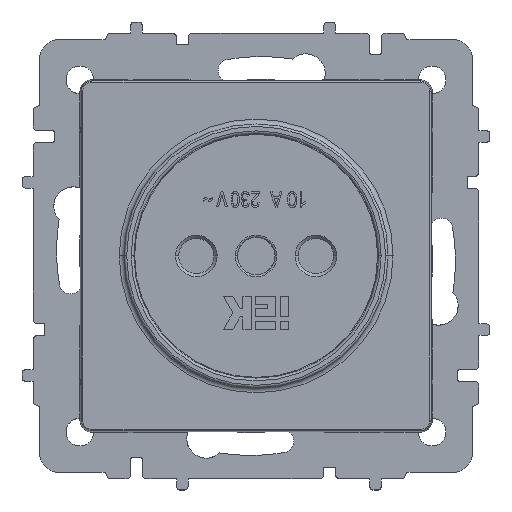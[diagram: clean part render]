
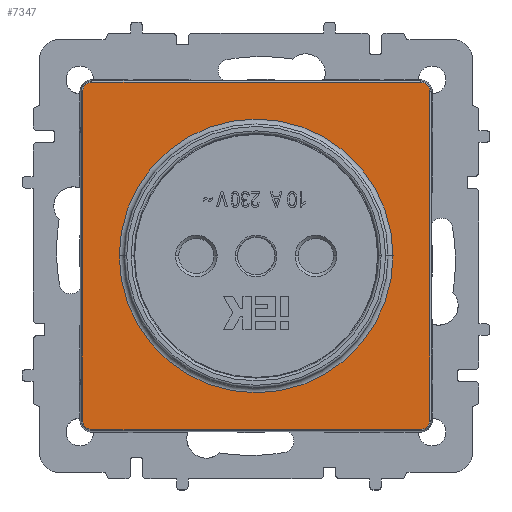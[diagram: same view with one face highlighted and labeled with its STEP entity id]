
A CAD part, top view. The second image highlights one B-rep face of the part: STEP entity #7347.
In plain terms, the highlighted face is planar.
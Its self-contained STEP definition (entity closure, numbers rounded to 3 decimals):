
#373 = VERTEX_POINT ( 'NONE', #23819 ) ;
#452 = VERTEX_POINT ( 'NONE', #2131 ) ;
#655 = ORIENTED_EDGE ( 'NONE', *, *, #2870, .T. ) ;
#1634 = DIRECTION ( 'NONE',  ( 0., 1., 0. ) ) ;
#1868 = AXIS2_PLACEMENT_3D ( 'NONE', #12201, #16624, #6272 ) ;
#1889 = CIRCLE ( 'NONE', #6605, 1.509 ) ;
#2131 = CARTESIAN_POINT ( 'NONE',  ( -5.278, 6.791, -9.2 ) ) ;
#2508 = EDGE_CURVE ( 'NONE', #22930, #17093, #13663, .T. ) ;
#2660 = LINE ( 'NONE', #19092, #10199 ) ;
#2779 = ORIENTED_EDGE ( 'NONE', *, *, #4541, .T. ) ;
#2870 = EDGE_CURVE ( 'NONE', #373, #3442, #3130, .T. ) ;
#2989 = EDGE_CURVE ( 'NONE', #17093, #20986, #10575, .T. ) ;
#3130 = CIRCLE ( 'NONE', #1868, 21.761 ) ;
#3222 = CARTESIAN_POINT ( 'NONE',  ( -31.378, 34.4, -9.2 ) ) ;
#3442 = VERTEX_POINT ( 'NONE', #7343 ) ;
#3574 = EDGE_LOOP ( 'NONE', ( #655, #2779 ) ) ;
#3732 = ORIENTED_EDGE ( 'NONE', *, *, #11868, .T. ) ;
#3836 = VERTEX_POINT ( 'NONE', #18479 ) ;
#4050 = CARTESIAN_POINT ( 'NONE',  ( -58.987, 34.4, -9.2 ) ) ;
#4116 = VERTEX_POINT ( 'NONE', #5659 ) ;
#4541 = EDGE_CURVE ( 'NONE', #3442, #373, #24651, .T. ) ;
#4548 = ORIENTED_EDGE ( 'NONE', *, *, #14839, .T. ) ;
#5101 = PLANE ( 'NONE',  #8259 ) ;
#5659 = CARTESIAN_POINT ( 'NONE',  ( -3.769, 60.5, -9.2 ) ) ;
#5988 = DIRECTION ( 'NONE',  ( 0., 0., -1. ) ) ;
#6115 = DIRECTION ( 'NONE',  ( 1., 0., 0. ) ) ;
#6272 = DIRECTION ( 'NONE',  ( 1., 0., 0. ) ) ;
#6605 = AXIS2_PLACEMENT_3D ( 'NONE', #16202, #12696, #6115 ) ;
#6655 = DIRECTION ( 'NONE',  ( 0., 0., 1. ) ) ;
#7343 = CARTESIAN_POINT ( 'NONE',  ( -53.141, 34.4, -9.2 ) ) ;
#7347 = ADVANCED_FACE ( 'NONE', ( #13053, #19645 ), #5101, .T. ) ;
#7937 = CARTESIAN_POINT ( 'NONE',  ( -57.478, 60.5, -9.2 ) ) ;
#8259 = AXIS2_PLACEMENT_3D ( 'NONE', #3222, #23837, #19247 ) ;
#8309 = AXIS2_PLACEMENT_3D ( 'NONE', #17260, #6655, #24992 ) ;
#8770 = EDGE_CURVE ( 'NONE', #4116, #11962, #2660, .T. ) ;
#8782 = DIRECTION ( 'NONE',  ( -1., 0., 0. ) ) ;
#9025 = ORIENTED_EDGE ( 'NONE', *, *, #2508, .T. ) ;
#9501 = ORIENTED_EDGE ( 'NONE', *, *, #23186, .T. ) ;
#9506 = DIRECTION ( 'NONE',  ( 1., 0., 0. ) ) ;
#10199 = VECTOR ( 'NONE', #14016, 1000. ) ;
#10255 = VECTOR ( 'NONE', #1634, 1000. ) ;
#10356 = DIRECTION ( 'NONE',  ( 0., 0., -1. ) ) ;
#10575 = LINE ( 'NONE', #10966, #24653 ) ;
#10836 = DIRECTION ( 'NONE',  ( 1., 0., 0. ) ) ;
#10966 = CARTESIAN_POINT ( 'NONE',  ( -31.378, 62.009, -9.2 ) ) ;
#11868 = EDGE_CURVE ( 'NONE', #3836, #22930, #26562, .T. ) ;
#11962 = VERTEX_POINT ( 'NONE', #25066 ) ;
#11979 = CIRCLE ( 'NONE', #15408, 1.509 ) ;
#12201 = CARTESIAN_POINT ( 'NONE',  ( -31.38, 34.4, -9.2 ) ) ;
#12696 = DIRECTION ( 'NONE',  ( 0., 0., -1. ) ) ;
#12746 = ORIENTED_EDGE ( 'NONE', *, *, #22154, .T. ) ;
#12814 = LINE ( 'NONE', #13202, #26209 ) ;
#12984 = CARTESIAN_POINT ( 'NONE',  ( -57.478, 62.009, -9.2 ) ) ;
#13053 = FACE_OUTER_BOUND ( 'NONE', #26523, .T. ) ;
#13078 = ORIENTED_EDGE ( 'NONE', *, *, #2989, .T. ) ;
#13202 = CARTESIAN_POINT ( 'NONE',  ( -31.378, 6.791, -9.2 ) ) ;
#13663 = CIRCLE ( 'NONE', #23134, 1.509 ) ;
#14016 = DIRECTION ( 'NONE',  ( 0., -1., 0. ) ) ;
#14061 = DIRECTION ( 'NONE',  ( 0., 0., -1. ) ) ;
#14490 = CARTESIAN_POINT ( 'NONE',  ( -58.987, 60.5, -9.2 ) ) ;
#14839 = EDGE_CURVE ( 'NONE', #20986, #4116, #11979, .T. ) ;
#15214 = ORIENTED_EDGE ( 'NONE', *, *, #16541, .T. ) ;
#15408 = AXIS2_PLACEMENT_3D ( 'NONE', #21762, #14061, #9506 ) ;
#15805 = DIRECTION ( 'NONE',  ( 1., 0., 0. ) ) ;
#16202 = CARTESIAN_POINT ( 'NONE',  ( -5.278, 8.3, -9.2 ) ) ;
#16541 = EDGE_CURVE ( 'NONE', #452, #23976, #12814, .T. ) ;
#16624 = DIRECTION ( 'NONE',  ( 0., 0., 1. ) ) ;
#16653 = DIRECTION ( 'NONE',  ( 1., 0., 0. ) ) ;
#17093 = VERTEX_POINT ( 'NONE', #12984 ) ;
#17260 = CARTESIAN_POINT ( 'NONE',  ( -31.38, 34.4, -9.2 ) ) ;
#17693 = CARTESIAN_POINT ( 'NONE',  ( -57.478, 8.3, -9.2 ) ) ;
#18479 = CARTESIAN_POINT ( 'NONE',  ( -58.987, 8.3, -9.2 ) ) ;
#18603 = CARTESIAN_POINT ( 'NONE',  ( -5.278, 62.009, -9.2 ) ) ;
#19092 = CARTESIAN_POINT ( 'NONE',  ( -3.769, 34.4, -9.2 ) ) ;
#19127 = ORIENTED_EDGE ( 'NONE', *, *, #8770, .T. ) ;
#19247 = DIRECTION ( 'NONE',  ( 1., 0., 0. ) ) ;
#19255 = CARTESIAN_POINT ( 'NONE',  ( -57.478, 6.791, -9.2 ) ) ;
#19645 = FACE_BOUND ( 'NONE', #3574, .T. ) ;
#20986 = VERTEX_POINT ( 'NONE', #18603 ) ;
#21762 = CARTESIAN_POINT ( 'NONE',  ( -5.278, 60.5, -9.2 ) ) ;
#22154 = EDGE_CURVE ( 'NONE', #11962, #452, #1889, .T. ) ;
#22158 = AXIS2_PLACEMENT_3D ( 'NONE', #17693, #5988, #15805 ) ;
#22930 = VERTEX_POINT ( 'NONE', #14490 ) ;
#23134 = AXIS2_PLACEMENT_3D ( 'NONE', #7937, #10356, #16653 ) ;
#23186 = EDGE_CURVE ( 'NONE', #23976, #3836, #23872, .T. ) ;
#23819 = CARTESIAN_POINT ( 'NONE',  ( -9.619, 34.4, -9.2 ) ) ;
#23837 = DIRECTION ( 'NONE',  ( 0., 0., -1. ) ) ;
#23872 = CIRCLE ( 'NONE', #22158, 1.509 ) ;
#23976 = VERTEX_POINT ( 'NONE', #19255 ) ;
#24651 = CIRCLE ( 'NONE', #8309, 21.761 ) ;
#24653 = VECTOR ( 'NONE', #10836, 1000. ) ;
#24992 = DIRECTION ( 'NONE',  ( 1., 0., 0. ) ) ;
#25066 = CARTESIAN_POINT ( 'NONE',  ( -3.769, 8.3, -9.2 ) ) ;
#26209 = VECTOR ( 'NONE', #8782, 1000. ) ;
#26523 = EDGE_LOOP ( 'NONE', ( #13078, #4548, #19127, #12746, #15214, #9501, #3732, #9025 ) ) ;
#26562 = LINE ( 'NONE', #4050, #10255 ) ;
